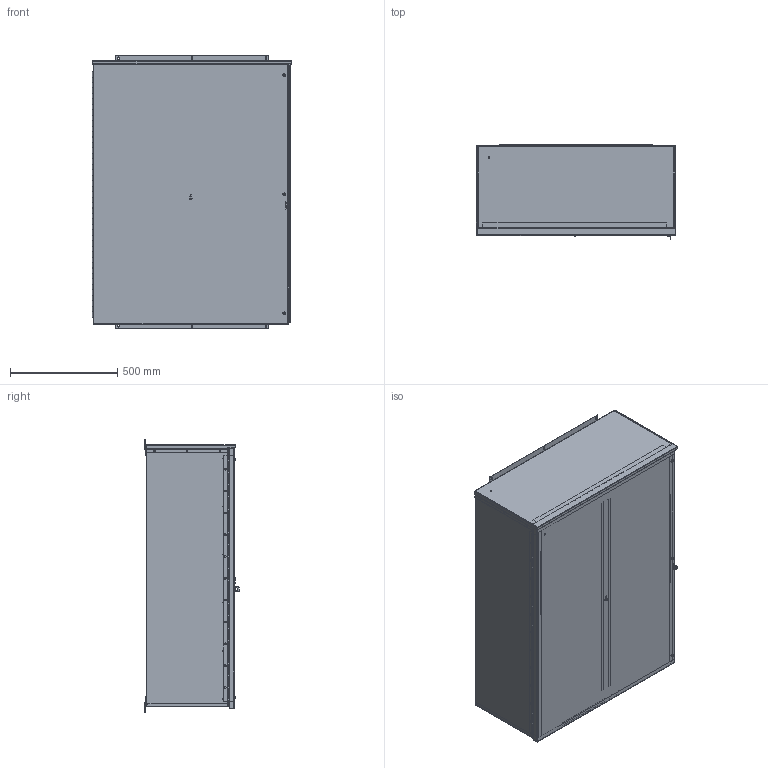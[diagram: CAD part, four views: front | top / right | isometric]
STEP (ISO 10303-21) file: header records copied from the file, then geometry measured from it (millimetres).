
FILE_DESCRIPTION (( 'STEP AP203' ), '1' );
FILE_NAME ('C3R483616HCR_Default.step', '2019-11-12T22:57:12', ( '' ), ( '' ), 'SwSTEP 2.0', 'SolidWorks 2019', '' );
FILE_SCHEMA (( 'CONFIG_CONTROL_DESIGN' ));
Length unit declared in the file: inch
Products named in the file (1): C3R483616HCR_Default
Bounding box: 928.92 x 438.4 x 1270 mm (x, y, z)
Volume: 8874405 mm3; surface area: 9555724.5 mm2
Topology: 43 solids, 43 shells, 1314 faces, 3412 edges, 2230 vertices
Faces by surface type: plane 671, cylinder 551, bspline 64, cone 28
Entity records: 41455 total; most frequent: CARTESIAN_POINT 8285, DIRECTION 6982, ORIENTED_EDGE 6824, EDGE_CURVE 3412, AXIS2_PLACEMENT_3D 2431, VERTEX_POINT 2230, VECTOR 2120, LINE 2120
